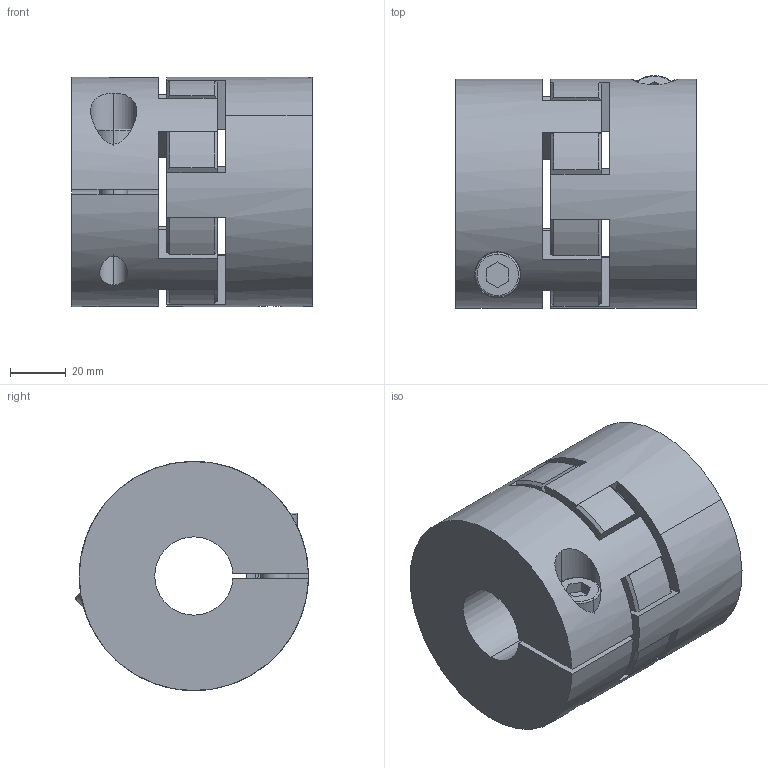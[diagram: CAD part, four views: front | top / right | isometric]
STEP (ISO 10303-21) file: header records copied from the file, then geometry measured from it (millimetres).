
FILE_DESCRIPTION(('STEP AP214'),'1');
FILE_NAME('cctmp_5E1641B0-6ACC-4CB3-82D0-17C5B7844077_2023_06_14_11_23_57_0644..stp','2023-06-14T09:23:57',('R+W Antriebselemente GmbH'),('CADClick - www.CADClick.com'),'Spatial InterOp 3D',' ','unknown authorization');
FILE_SCHEMA(('AUTOMOTIVE_DESIGN'));
Length unit declared in the file: millimetre
Products named in the file (4): cc_unnamed; EKL/300/86/B/28/38_2; EKL/300/86/B/28/38_1; EKL/300/86/B/28/38
Assembly tree (3 placements, depth 2):
  cc_unnamed
    EKL/300/86/B/28/38_2
    EKL/300/86/B/28/38_1
    EKL/300/86/B/28/38
Bounding box: 86 x 83.31 x 82 mm (x, y, z)
Volume: 340308.2 mm3; surface area: 72412.5 mm2
Topology: 3 solids, 3 shells, 150 faces, 398 edges, 264 vertices
Faces by surface type: plane 72, cylinder 58, cone 16, torus 4
Entity records: 6359 total; most frequent: CARTESIAN_POINT 1172, DIRECTION 846, ORIENTED_EDGE 796, EDGE_CURVE 398, AXIS2_PLACEMENT_3D 302, VERTEX_POINT 264, LINE 242, VECTOR 242
